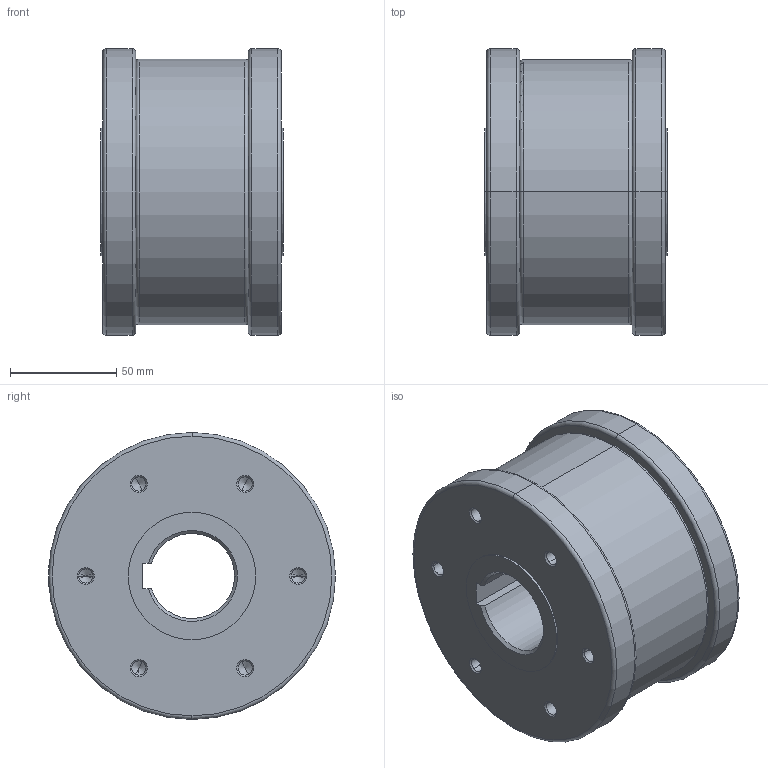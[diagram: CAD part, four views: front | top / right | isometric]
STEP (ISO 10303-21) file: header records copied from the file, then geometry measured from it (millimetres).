
FILE_DESCRIPTION(('STEP AP214'),'1');
FILE_NAME('glp_40_f7-d7.stp','2019-09-14T11:50:05',('TraceParts'),('TraceParts S.A.'),'Spatial InterOp 3D',' ',' ');
FILE_SCHEMA(('AUTOMOTIVE_DESIGN { 1 0 10303 214 1 1 1 1 }'));
Length unit declared in the file: millimetre
Products named in the file (1): glp_40_f7-d7
Bounding box: 86 x 135 x 135 mm (x, y, z)
Volume: 971286.4 mm3; surface area: 84238.1 mm2
Topology: 1 solids, 1 shells, 189 faces, 430 edges, 249 vertices
Faces by surface type: cone 76, cylinder 69, plane 30, torus 14
Entity records: 5362 total; most frequent: CARTESIAN_POINT 1072, DIRECTION 997, ORIENTED_EDGE 812, AXIS2_PLACEMENT_3D 412, EDGE_CURVE 406, VERTEX_POINT 249, CIRCLE 222, EDGE_LOOP 221
